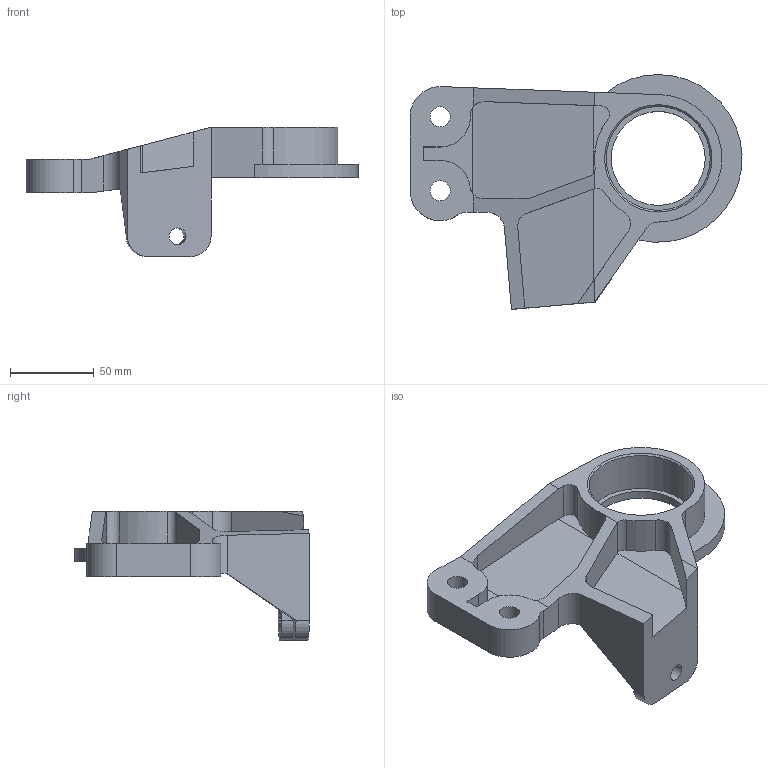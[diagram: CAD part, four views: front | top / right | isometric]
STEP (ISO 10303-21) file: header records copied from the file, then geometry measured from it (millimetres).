
FILE_DESCRIPTION(/* description */ (''),/* implementation_level */ '2;1');
FILE_NAME(/* name */ 'Part 095.stp',/* time_stamp */ '2015-03-01T19:19:31+02:00',/* author */ ('SFC'),/* organization */ (''),/* preprocessor_version */ 'ST-DEVELOPER v15.2',/* originating_system */ 'Autodesk Inventor 2014',/* authorisation */ '');
FILE_SCHEMA (('AUTOMOTIVE_DESIGN { 1 0 10303 214 3 1 1 }'));
Length unit declared in the file: millimetre
Products named in the file (1): Part 095
Bounding box: 197.94 x 139.97 x 77 mm (x, y, z)
Volume: 260061.6 mm3; surface area: 69030.4 mm2
Topology: 1 solids, 1 shells, 66 faces, 187 edges, 124 vertices
Faces by surface type: plane 39, cylinder 26, cone 1
Full cylindrical faces by diameter (mm): 10.106 x1, 12 x2, 56 x1, 62 x1
Entity records: 2181 total; most frequent: DIRECTION 376, CARTESIAN_POINT 370, ORIENTED_EDGE 360, EDGE_CURVE 180, AXIS2_PLACEMENT_3D 129, VERTEX_POINT 123, LINE 118, VECTOR 118
